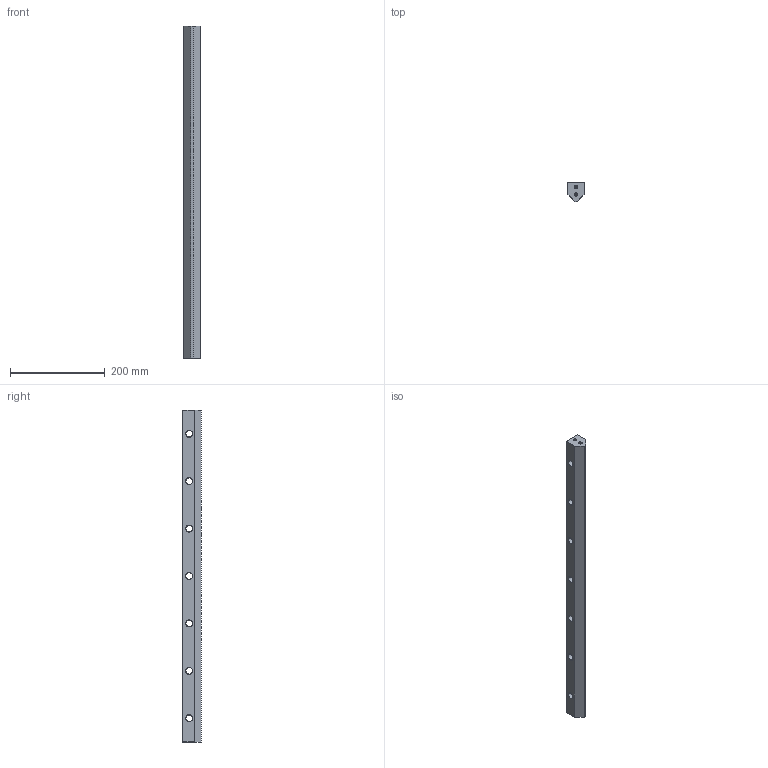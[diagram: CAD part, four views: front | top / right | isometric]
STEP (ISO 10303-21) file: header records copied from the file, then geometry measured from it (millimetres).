
FILE_DESCRIPTION(/* description */ (''),/* implementation_level */ '2;1');
FILE_NAME(/* name */ 'O3045_700.stp',/* time_stamp */ '2024-12-04T11:02:45+01:00',/* author */ (''),/* organization */ (''),/* preprocessor_version */ 'ST-DEVELOPER v16.7',/* originating_system */ 'SIEMENS PLM Software NX 12.0',/* authorisation */ '');
FILE_SCHEMA (('AUTOMOTIVE_DESIGN { 1 0 10303 214 3 1 1 1 }'));
Length unit declared in the file: millimetre
Products named in the file (1): NO3045_700_stp
Bounding box: 35 x 40 x 700 mm (x, y, z)
Volume: 772399.1 mm3; surface area: 105442.3 mm2
Topology: 1 solids, 1 shells, 400 faces, 1034 edges, 680 vertices
Faces by surface type: plane 230, bspline 90, cone 44, cylinder 36
Entity records: 14678 total; most frequent: CARTESIAN_POINT 3357, ORIENTED_EDGE 2068, DIRECTION 1620, EDGE_CURVE 1034, LINE 710, VECTOR 710, VERTEX_POINT 680, EDGE_LOOP 458
